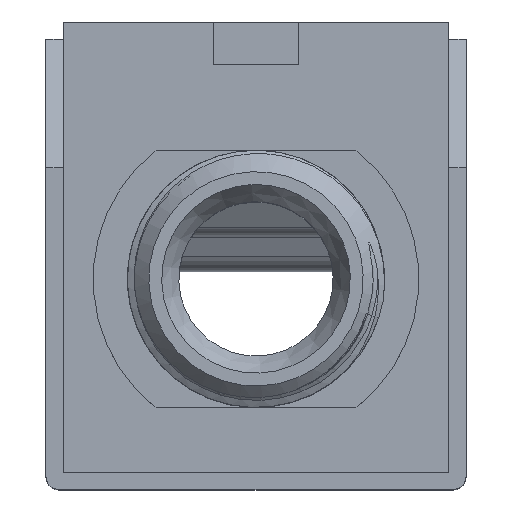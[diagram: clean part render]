
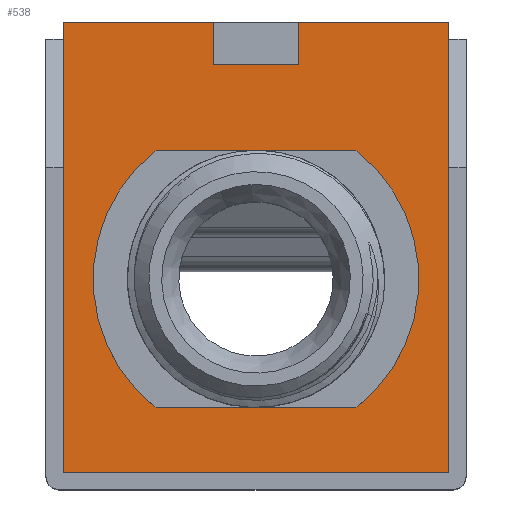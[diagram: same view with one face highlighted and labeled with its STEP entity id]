
A CAD part, top view. The second image highlights one B-rep face of the part: STEP entity #538.
In plain terms, the highlighted planar face has unit normal (0, 0, 1).
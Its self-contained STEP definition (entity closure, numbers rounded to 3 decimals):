
#236=CARTESIAN_POINT('',(1.0,5.0,-1.0));
#237=VERTEX_POINT('',#236);
#244=CARTESIAN_POINT('',(1.0,6.0,-1.0));
#245=VERTEX_POINT('',#244);
#246=CARTESIAN_POINT('',(1.0,7.0,-1.0));
#247=DIRECTION('',(0.0,1.0,0.0));
#248=VECTOR('',#247,1.0);
#249=LINE('',#246,#248);
#250=EDGE_CURVE('n� 252',#237,#245,#249,.T.);
#298=CARTESIAN_POINT('',(-1.0,6.0,-1.0));
#299=VERTEX_POINT('',#298);
#306=CARTESIAN_POINT('',(-1.0,5.0,-1.0));
#307=VERTEX_POINT('',#306);
#308=CARTESIAN_POINT('',(-1.0,5.0,-1.0));
#309=DIRECTION('',(0.0,-1.0,0.0));
#310=VECTOR('',#309,1.0);
#311=LINE('',#308,#310);
#312=EDGE_CURVE('n� 210',#299,#307,#311,.T.);
#329=CARTESIAN_POINT('',(4.5,5.0,-1.0));
#330=DIRECTION('',(-1.0,0.0,0.0));
#331=VECTOR('',#330,1.0);
#332=LINE('',#329,#331);
#333=EDGE_CURVE('n� 52',#237,#307,#332,.T.);
#345=CARTESIAN_POINT('',(-4.5,6.0,-1.0));
#346=VERTEX_POINT('',#345);
#363=CARTESIAN_POINT('',(-4.5,-4.5,-1.0));
#364=VERTEX_POINT('',#363);
#371=CARTESIAN_POINT('',(-4.5,-4.5,-1.0));
#372=DIRECTION('',(0.0,-1.0,0.0));
#373=VECTOR('',#372,1.0);
#374=LINE('',#371,#373);
#375=EDGE_CURVE('n� 49',#346,#364,#374,.T.);
#387=CARTESIAN_POINT('',(4.5,6.0,-1.0));
#388=VERTEX_POINT('',#387);
#389=CARTESIAN_POINT('',(4.5,6.0,-1.0));
#390=DIRECTION('',(-1.0,0.0,0.0));
#391=VECTOR('',#390,1.0);
#392=LINE('',#389,#391);
#393=EDGE_CURVE('n� 54',#388,#245,#392,.T.);
#410=CARTESIAN_POINT('',(4.5,6.0,-1.0));
#411=DIRECTION('',(-1.0,0.0,0.0));
#412=VECTOR('',#411,1.0);
#413=LINE('',#410,#412);
#414=EDGE_CURVE('n� 50',#299,#346,#413,.T.);
#485=CARTESIAN_POINT('',(4.5,-4.5,-1.0));
#486=VERTEX_POINT('',#485);
#493=CARTESIAN_POINT('',(4.5,-4.5,-1.0));
#494=DIRECTION('',(1.0,0.0,0.0));
#495=VECTOR('',#494,1.0);
#496=LINE('',#493,#495);
#497=EDGE_CURVE('n� 56',#364,#486,#496,.T.);
#507=CARTESIAN_POINT('',(1.825,0.0,-1.0));
#508=VERTEX_POINT('',#507);
#509=CARTESIAN_POINT('',(0.0,0.0,-1.0));
#510=DIRECTION('',(0.0,0.0,1.0));
#511=DIRECTION('',(1.0,0.0,0.0));
#512=AXIS2_PLACEMENT_3D('',#509,#510,#511);
#513=CIRCLE('',#512,1.825);
#514=EDGE_CURVE('n� 12907',#508,#508,#513,.T.);
#515=ORIENTED_EDGE('',*,*,#514,.F.);
#516=EDGE_LOOP('',(#515));
#517=FACE_OUTER_BOUND('',#516,.T.);
#518=ORIENTED_EDGE('',*,*,#414,.T.);
#519=ORIENTED_EDGE('',*,*,#375,.T.);
#520=ORIENTED_EDGE('',*,*,#497,.T.);
#521=CARTESIAN_POINT('',(4.5,6.0,-1.0));
#522=DIRECTION('',(0.0,1.0,0.0));
#523=VECTOR('',#522,1.0);
#524=LINE('',#521,#523);
#525=EDGE_CURVE('n� 21',#486,#388,#524,.T.);
#526=ORIENTED_EDGE('',*,*,#525,.T.);
#527=ORIENTED_EDGE('',*,*,#393,.T.);
#528=ORIENTED_EDGE('',*,*,#250,.F.);
#529=ORIENTED_EDGE('',*,*,#333,.T.);
#530=ORIENTED_EDGE('',*,*,#312,.F.);
#531=EDGE_LOOP('',(#518,#519,#520,#526,#527,#528,#529,#530));
#532=FACE_BOUND('',#531,.T.);
#533=CARTESIAN_POINT('',(4.5,-4.5,-1.0));
#534=DIRECTION('',(0.0,0.0,1.0));
#535=DIRECTION('',(1.0,0.0,0.0));
#536=AXIS2_PLACEMENT_3D('',#533,#534,#535);
#537=PLANE('',#536);
#538=ADVANCED_FACE('n� 46',(#517,#532),#537,.T.);
